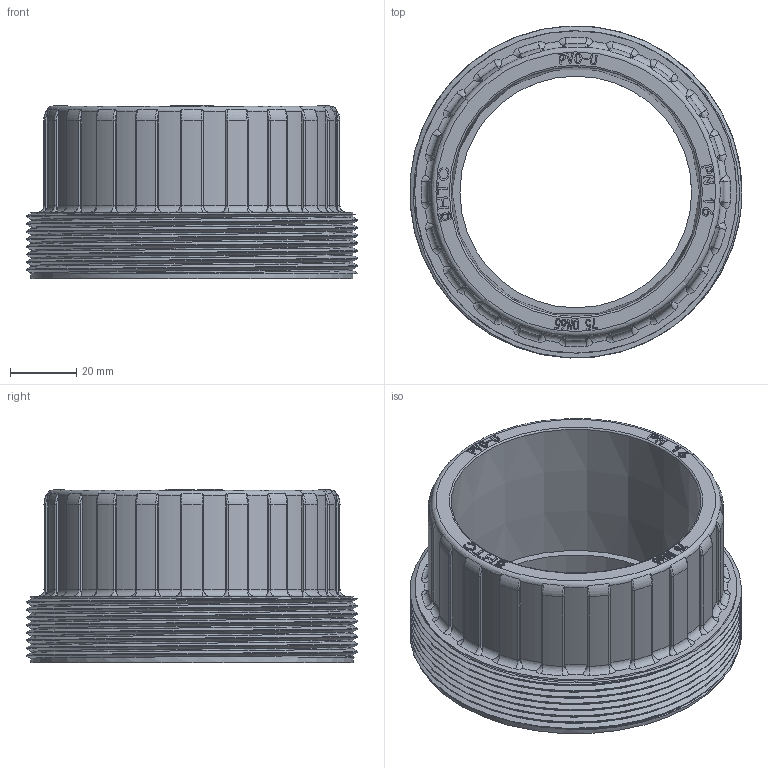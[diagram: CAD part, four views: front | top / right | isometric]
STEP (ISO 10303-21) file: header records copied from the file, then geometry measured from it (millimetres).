
FILE_DESCRIPTION(/* description */ (''),/* implementation_level */ '2;1');
FILE_NAME(/* name */ 'AF0600.SKM.075.step',/* time_stamp */ '2026-01-07T08:30:16+01:00',/* author */ (''),/* organization */ (''),/* preprocessor_version */ 'ST-DEVELOPER v20.1',/* originating_system */ 'Autodesk Translation Framework v14.21.0.0',/* authorisation */ '');
FILE_SCHEMA (('AUTOMOTIVE_DESIGN { 1 0 10303 214 3 1 1 }'));
Length unit declared in the file: millimetre
Products named in the file (1): 2026-01-07-06-15-53-665
Bounding box: 100.22 x 100.27 x 52.3 mm (x, y, z)
Volume: 118603.6 mm3; surface area: 41291.9 mm2
Topology: 1 solids, 1 shells, 1091 faces, 3013 edges, 1955 vertices
Faces by surface type: plane 791, cylinder 147, torus 102, bspline 50, cone 1
Full cylindrical faces by diameter (mm): 1.56 x1, 2.34 x1, 70 x1, 80 x1, 90 x1, 97.372 x9, 100.33 x7
Entity records: 41568 total; most frequent: CARTESIAN_POINT 14064, ORIENTED_EDGE 6026, DIRECTION 5256, EDGE_CURVE 3013, LINE 2344, VECTOR 2344, VERTEX_POINT 1955, AXIS2_PLACEMENT_3D 1456
